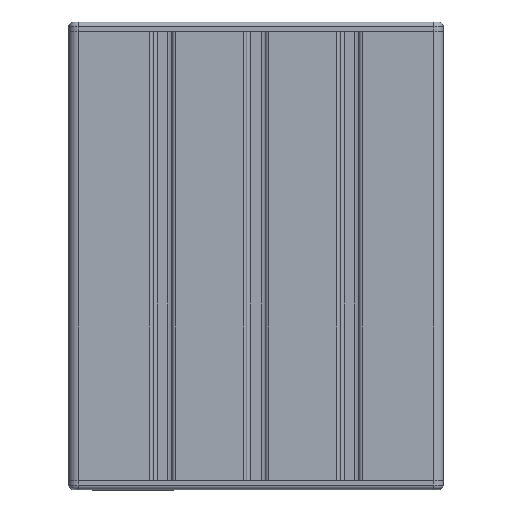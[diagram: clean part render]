
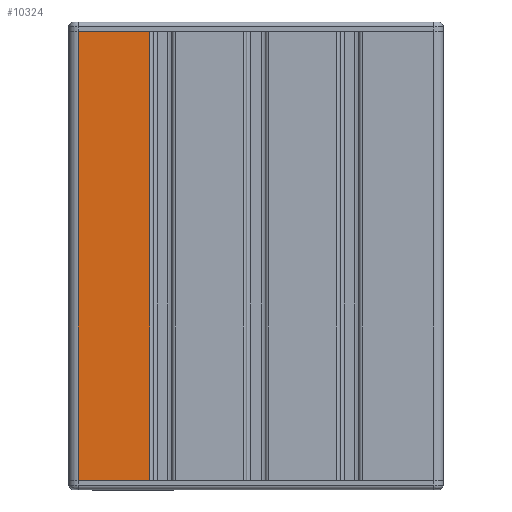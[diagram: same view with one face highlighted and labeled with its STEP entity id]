
A CAD part, top view. The second image highlights one B-rep face of the part: STEP entity #10324.
In plain terms, the highlighted face is planar.
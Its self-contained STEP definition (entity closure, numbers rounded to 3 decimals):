
#438=PLANE('',#11308);
#748=FACE_OUTER_BOUND('',#1306,.T.);
#1306=EDGE_LOOP('',(#7358,#7359,#7360,#7361));
#2597=LINE('',#16348,#3387);
#2680=LINE('',#16645,#3470);
#2681=LINE('',#16648,#3471);
#2682=LINE('',#16649,#3472);
#3387=VECTOR('',#12649,10.);
#3470=VECTOR('',#12948,10.);
#3471=VECTOR('',#12951,10.);
#3472=VECTOR('',#12952,10.);
#4369=VERTEX_POINT('',#16345);
#4370=VERTEX_POINT('',#16347);
#4476=VERTEX_POINT('',#16643);
#4477=VERTEX_POINT('',#16647);
#5464=EDGE_CURVE('',#4369,#4370,#2597,.T.);
#5615=EDGE_CURVE('',#4476,#4369,#2680,.T.);
#5616=EDGE_CURVE('',#4477,#4476,#2681,.T.);
#5617=EDGE_CURVE('',#4477,#4370,#2682,.T.);
#7358=ORIENTED_EDGE('',*,*,#5615,.F.);
#7359=ORIENTED_EDGE('',*,*,#5616,.F.);
#7360=ORIENTED_EDGE('',*,*,#5617,.T.);
#7361=ORIENTED_EDGE('',*,*,#5464,.F.);
#10324=ADVANCED_FACE('',(#748),#438,.T.);
#11308=AXIS2_PLACEMENT_3D('',#16646,#12949,#12950);
#12649=DIRECTION('',(-1.,0.,0.));
#12948=DIRECTION('',(0.,0.,-1.));
#12949=DIRECTION('center_axis',(0.,-1.,0.));
#12950=DIRECTION('ref_axis',(1.,0.,0.));
#12951=DIRECTION('',(1.,0.,0.));
#12952=DIRECTION('',(0.,0.,-1.));
#16345=CARTESIAN_POINT('',(-45.5,-14.,-96.));
#16347=CARTESIAN_POINT('',(-76.,-14.,-96.));
#16348=CARTESIAN_POINT('',(-45.5,-14.,-96.));
#16643=CARTESIAN_POINT('',(-45.5,-14.,96.));
#16645=CARTESIAN_POINT('',(-45.5,-14.,0.));
#16646=CARTESIAN_POINT('Origin',(-76.,-14.,0.));
#16647=CARTESIAN_POINT('',(-76.,-14.,96.));
#16648=CARTESIAN_POINT('',(-45.5,-14.,96.));
#16649=CARTESIAN_POINT('',(-76.,-14.,0.));
